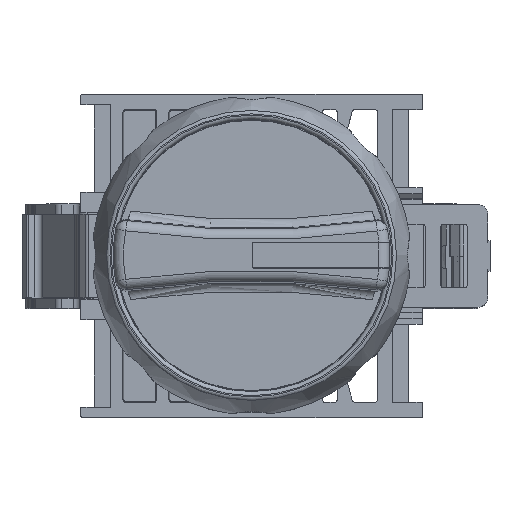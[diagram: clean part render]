
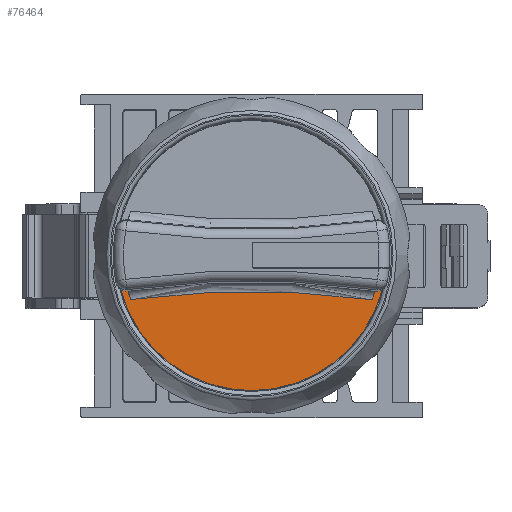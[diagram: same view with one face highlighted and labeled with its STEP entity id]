
A CAD part, top view. The second image highlights one B-rep face of the part: STEP entity #76464.
In plain terms, the highlighted planar face has unit normal (0, 0, 1).
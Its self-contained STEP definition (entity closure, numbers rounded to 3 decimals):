
#16628=PLANE('',#80820);
#19746=FACE_OUTER_BOUND('',#23872,.T.);
#23872=EDGE_LOOP('',(#50929,#50930,#50931,#50932,#50933,#50934,#50935,#50936));
#28216=CIRCLE('',#80804,87.378);
#28218=CIRCLE('',#80806,87.378);
#28227=CIRCLE('',#80821,86.5);
#28228=CIRCLE('',#80822,12.5);
#28229=CIRCLE('',#80823,13.15);
#28230=CIRCLE('',#80824,12.5);
#30224=B_SPLINE_CURVE_WITH_KNOTS('',3,(#107160,#107161,#107162,#107163,
#107164,#107165,#107166,#107167,#107168,#107169,#107170,#107171,#107172,
#107173,#107174,#107175,#107176,#107177,#107178),.UNSPECIFIED.,.F.,.F.,
(4,3,3,3,3,3,4),(0.084,0.098,0.111,
0.115,0.128,0.141,0.151),
 .UNSPECIFIED.);
#30232=B_SPLINE_CURVE_WITH_KNOTS('',3,(#107278,#107279,#107280,#107281,
#107282,#107283,#107284,#107285,#107286,#107287,#107288,#107289,#107290,
#107291,#107292,#107293),.UNSPECIFIED.,.F.,.F.,(4,3,3,3,3,4),(0.,0.013,
0.027,0.039,0.053,0.067),
 .UNSPECIFIED.);
#31874=VERTEX_POINT('',#107154);
#31875=VERTEX_POINT('',#107159);
#31877=VERTEX_POINT('',#107210);
#31878=VERTEX_POINT('',#107215);
#31881=VERTEX_POINT('',#107224);
#31883=VERTEX_POINT('',#107255);
#31894=VERTEX_POINT('',#107464);
#31895=VERTEX_POINT('',#107465);
#39245=EDGE_CURVE('',#31874,#31875,#30224,.F.);
#39249=EDGE_CURVE('',#31878,#31877,#28216,.T.);
#39253=EDGE_CURVE('',#31874,#31881,#28218,.T.);
#39256=EDGE_CURVE('',#31877,#31883,#30232,.T.);
#39275=EDGE_CURVE('',#31894,#31895,#28227,.T.);
#39276=EDGE_CURVE('',#31878,#31894,#28228,.T.);
#39277=EDGE_CURVE('',#31883,#31875,#28229,.T.);
#39278=EDGE_CURVE('',#31895,#31881,#28230,.T.);
#50929=ORIENTED_EDGE('',*,*,#39275,.F.);
#50930=ORIENTED_EDGE('',*,*,#39276,.F.);
#50931=ORIENTED_EDGE('',*,*,#39249,.T.);
#50932=ORIENTED_EDGE('',*,*,#39256,.T.);
#50933=ORIENTED_EDGE('',*,*,#39277,.T.);
#50934=ORIENTED_EDGE('',*,*,#39245,.F.);
#50935=ORIENTED_EDGE('',*,*,#39253,.T.);
#50936=ORIENTED_EDGE('',*,*,#39278,.F.);
#76464=ADVANCED_FACE('',(#19746),#16628,.F.);
#80804=AXIS2_PLACEMENT_3D('',#107216,#87313,#87314);
#80806=AXIS2_PLACEMENT_3D('',#107229,#87317,#87318);
#80820=AXIS2_PLACEMENT_3D('',#107463,#87345,#87346);
#80821=AXIS2_PLACEMENT_3D('',#107466,#87347,#87348);
#80822=AXIS2_PLACEMENT_3D('',#107467,#87349,#87350);
#80823=AXIS2_PLACEMENT_3D('',#107468,#87351,#87352);
#80824=AXIS2_PLACEMENT_3D('',#107469,#87353,#87354);
#87313=DIRECTION('center_axis',(0.,0.,
1.));
#87314=DIRECTION('ref_axis',(-0.149,-0.989,0.));
#87317=DIRECTION('center_axis',(0.,0.,
1.));
#87318=DIRECTION('ref_axis',(-0.149,-0.989,0.));
#87345=DIRECTION('center_axis',(0.,0.,
-1.));
#87346=DIRECTION('ref_axis',(0.,1.,0.));
#87347=DIRECTION('center_axis',(0.,0.,
-1.));
#87348=DIRECTION('ref_axis',(0.001,1.,0.));
#87349=DIRECTION('center_axis',(0.,0.,
1.));
#87350=DIRECTION('ref_axis',(0.,1.,0.));
#87351=DIRECTION('center_axis',(0.,0.,
1.));
#87352=DIRECTION('ref_axis',(0.,-1.,0.));
#87353=DIRECTION('center_axis',(0.,0.,
1.));
#87354=DIRECTION('ref_axis',(0.,1.,0.));
#107154=CARTESIAN_POINT('',(12.075,-3.468,12.675));
#107159=CARTESIAN_POINT('',(12.719,-3.341,12.675));
#107160=CARTESIAN_POINT('Ctrl Pts',(12.718,-3.34,12.675));
#107161=CARTESIAN_POINT('Ctrl Pts',(12.68,-3.362,12.675));
#107162=CARTESIAN_POINT('Ctrl Pts',(12.64,-3.382,
12.675));
#107163=CARTESIAN_POINT('Ctrl Pts',(12.599,-3.399,
12.675));
#107164=CARTESIAN_POINT('Ctrl Pts',(12.558,-3.416,
12.675));
#107165=CARTESIAN_POINT('Ctrl Pts',(12.515,-3.43,
12.675));
#107166=CARTESIAN_POINT('Ctrl Pts',(12.472,-3.442,
12.675));
#107167=CARTESIAN_POINT('Ctrl Pts',(12.461,-3.445,12.675));
#107168=CARTESIAN_POINT('Ctrl Pts',(12.45,-3.448,12.675));
#107169=CARTESIAN_POINT('Ctrl Pts',(12.438,-3.45,12.675));
#107170=CARTESIAN_POINT('Ctrl Pts',(12.395,-3.46,
12.675));
#107171=CARTESIAN_POINT('Ctrl Pts',(12.35,-3.468,
12.675));
#107172=CARTESIAN_POINT('Ctrl Pts',(12.306,-3.472,
12.675));
#107173=CARTESIAN_POINT('Ctrl Pts',(12.263,-3.476,
12.675));
#107174=CARTESIAN_POINT('Ctrl Pts',(12.219,-3.478,
12.675));
#107175=CARTESIAN_POINT('Ctrl Pts',(12.175,-3.476,
12.675));
#107176=CARTESIAN_POINT('Ctrl Pts',(12.142,-3.475,12.675));
#107177=CARTESIAN_POINT('Ctrl Pts',(12.109,-3.472,
12.675));
#107178=CARTESIAN_POINT('Ctrl Pts',(12.075,-3.468,12.675));
#107210=CARTESIAN_POINT('',(-12.079,-3.454,12.675));
#107215=CARTESIAN_POINT('',(-12.016,-3.445,12.675));
#107216=CARTESIAN_POINT('Origin',(-0.05,-90.,12.675));
#107224=CARTESIAN_POINT('',(12.012,-3.459,12.675));
#107229=CARTESIAN_POINT('Origin',(-0.05,-90.,12.675));
#107255=CARTESIAN_POINT('',(-12.722,-3.327,12.675));
#107278=CARTESIAN_POINT('Ctrl Pts',(-12.079,-3.454,
12.675));
#107279=CARTESIAN_POINT('Ctrl Pts',(-12.122,-3.46,
12.675));
#107280=CARTESIAN_POINT('Ctrl Pts',(-12.166,-3.463,
12.675));
#107281=CARTESIAN_POINT('Ctrl Pts',(-12.209,-3.463,
12.675));
#107282=CARTESIAN_POINT('Ctrl Pts',(-12.254,-3.463,
12.675));
#107283=CARTESIAN_POINT('Ctrl Pts',(-12.298,-3.46,
12.675));
#107284=CARTESIAN_POINT('Ctrl Pts',(-12.343,-3.455,
12.675));
#107285=CARTESIAN_POINT('Ctrl Pts',(-12.384,-3.449,
12.675));
#107286=CARTESIAN_POINT('Ctrl Pts',(-12.425,-3.441,
12.675));
#107287=CARTESIAN_POINT('Ctrl Pts',(-12.465,-3.431,
12.675));
#107288=CARTESIAN_POINT('Ctrl Pts',(-12.51,-3.419,
12.675));
#107289=CARTESIAN_POINT('Ctrl Pts',(-12.554,-3.404,
12.675));
#107290=CARTESIAN_POINT('Ctrl Pts',(-12.597,-3.387,12.675));
#107291=CARTESIAN_POINT('Ctrl Pts',(-12.64,-3.369,
12.675));
#107292=CARTESIAN_POINT('Ctrl Pts',(-12.682,-3.349,
12.675));
#107293=CARTESIAN_POINT('Ctrl Pts',(-12.722,-3.326,
12.675));
#107463=CARTESIAN_POINT('Origin',(0.,0.,
12.675));
#107464=CARTESIAN_POINT('',(-11.74,-4.293,12.675));
#107465=CARTESIAN_POINT('',(11.735,-4.307,12.675));
#107466=CARTESIAN_POINT('Origin',(-0.05,-90.,12.675));
#107467=CARTESIAN_POINT('Origin',(0.,0.,
12.675));
#107468=CARTESIAN_POINT('Origin',(0.,0.,
12.675));
#107469=CARTESIAN_POINT('Origin',(0.,0.,
12.675));
